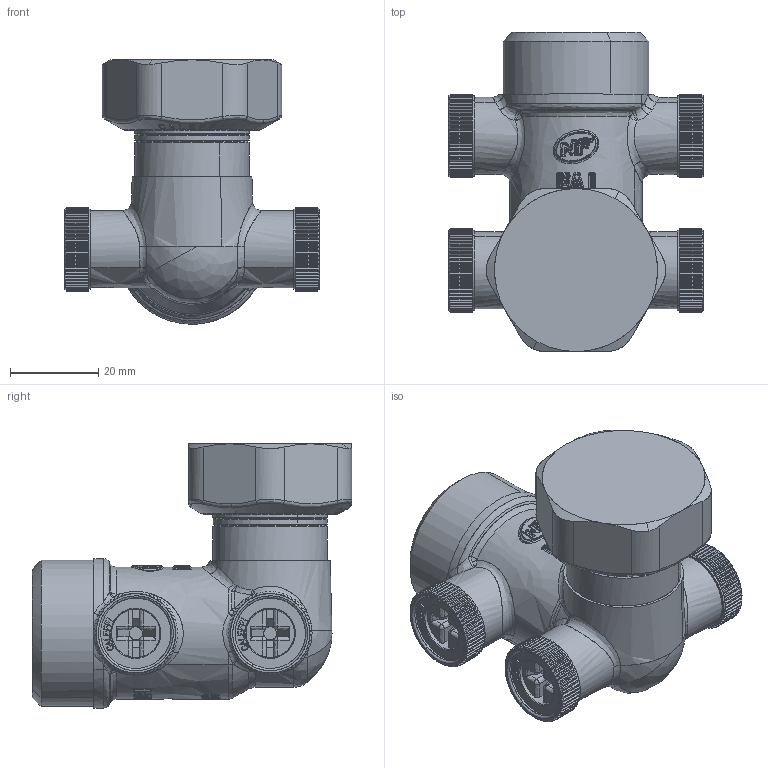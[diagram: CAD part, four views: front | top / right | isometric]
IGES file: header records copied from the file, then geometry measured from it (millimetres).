
Start section: START RECORD GO HERE.
Global section: file name: 304654 (IGS).igs; native system: DASSAULT SYSTEMES CATIA Version 5-6 Release 2012 - www.3ds.com; preprocessor: V5-6R2012_5.22.3.0.06-27-2012.20.00; author: atadini; organization: CALEFFI; date: 20151130.114402; units: millimetre
Bounding box: 58 x 72.5 x 60 mm (x, y, z)
Surface area: 17510.7 mm2 (no closed solid volume)
Topology: 0 solids, 0 shells, 3078 faces, 16364 edges, 16250 vertices
Faces by surface type: bspline 3078
